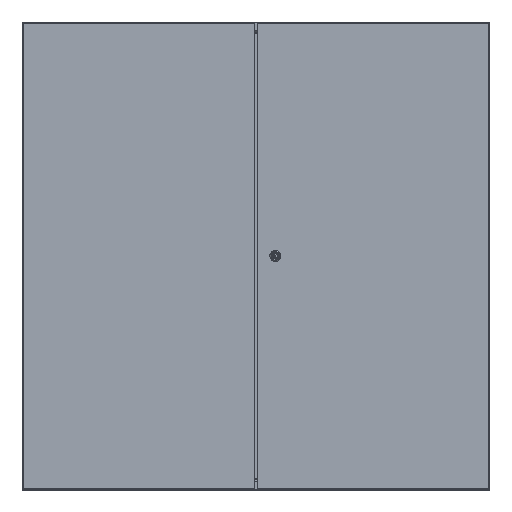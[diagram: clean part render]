
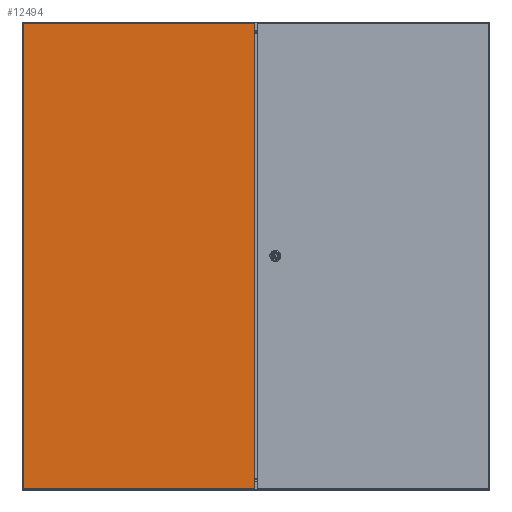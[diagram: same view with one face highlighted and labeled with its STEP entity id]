
A CAD part, top view. The second image highlights one B-rep face of the part: STEP entity #12494.
In plain terms, the highlighted planar face has unit normal (0, 0, 1).
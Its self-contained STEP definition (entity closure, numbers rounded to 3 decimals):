
#4026 = AXIS2_PLACEMENT_3D ( 'NONE', #52068, #36081, #27827 ) ;
#5684 = VECTOR ( 'NONE', #81361, 1000. ) ;
#7524 = FACE_OUTER_BOUND ( 'NONE', #36956, .T. ) ;
#9236 = VECTOR ( 'NONE', #79701, 1000. ) ;
#11270 = VERTEX_POINT ( 'NONE', #64107 ) ;
#12494 = ADVANCED_FACE ( 'NONE', ( #7524 ), #86978, .T. ) ;
#13920 = DIRECTION ( 'NONE',  ( 0., -1., 0. ) ) ;
#14937 = CARTESIAN_POINT ( 'NONE',  ( 2.5, 3., 17.5 ) ) ;
#17064 = EDGE_CURVE ( 'NONE', #30295, #79597, #58980, .T. ) ;
#20317 = EDGE_CURVE ( 'NONE', #79597, #11270, #37015, .T. ) ;
#22076 = CARTESIAN_POINT ( 'NONE',  ( 597., 1197., 17.5 ) ) ;
#22719 = ORIENTED_EDGE ( 'NONE', *, *, #20317, .T. ) ;
#27391 = CARTESIAN_POINT ( 'NONE',  ( 597., 3., 17.5 ) ) ;
#27827 = DIRECTION ( 'NONE',  ( 1., 0., 0. ) ) ;
#28180 = ORIENTED_EDGE ( 'NONE', *, *, #47911, .T. ) ;
#28931 = CARTESIAN_POINT ( 'NONE',  ( 2.5, 1197., 17.5 ) ) ;
#29005 = LINE ( 'NONE', #14937, #5684 ) ;
#30295 = VERTEX_POINT ( 'NONE', #27391 ) ;
#35575 = CARTESIAN_POINT ( 'NONE',  ( 2.5, 1197., 17.5 ) ) ;
#36081 = DIRECTION ( 'NONE',  ( 0., 0., 1. ) ) ;
#36956 = EDGE_LOOP ( 'NONE', ( #28180, #71146, #83888, #22719 ) ) ;
#37015 = LINE ( 'NONE', #35575, #9236 ) ;
#47911 = EDGE_CURVE ( 'NONE', #11270, #78921, #59507, .T. ) ;
#51685 = DIRECTION ( 'NONE',  ( 0., 1., 0. ) ) ;
#52068 = CARTESIAN_POINT ( 'NONE',  ( 0., 0., 17.5 ) ) ;
#58980 = LINE ( 'NONE', #22076, #75390 ) ;
#59292 = VECTOR ( 'NONE', #13920, 1000. ) ;
#59507 = LINE ( 'NONE', #28931, #59292 ) ;
#64107 = CARTESIAN_POINT ( 'NONE',  ( 2.5, 1197., 17.5 ) ) ;
#71146 = ORIENTED_EDGE ( 'NONE', *, *, #95594, .T. ) ;
#73048 = CARTESIAN_POINT ( 'NONE',  ( 2.5, 3., 17.5 ) ) ;
#73173 = CARTESIAN_POINT ( 'NONE',  ( 597., 1197., 17.5 ) ) ;
#75390 = VECTOR ( 'NONE', #51685, 1000. ) ;
#78921 = VERTEX_POINT ( 'NONE', #73048 ) ;
#79597 = VERTEX_POINT ( 'NONE', #73173 ) ;
#79701 = DIRECTION ( 'NONE',  ( -1., 0., 0. ) ) ;
#81361 = DIRECTION ( 'NONE',  ( 1., 0., 0. ) ) ;
#83888 = ORIENTED_EDGE ( 'NONE', *, *, #17064, .T. ) ;
#86978 = PLANE ( 'NONE',  #4026 ) ;
#95594 = EDGE_CURVE ( 'NONE', #78921, #30295, #29005, .T. ) ;
